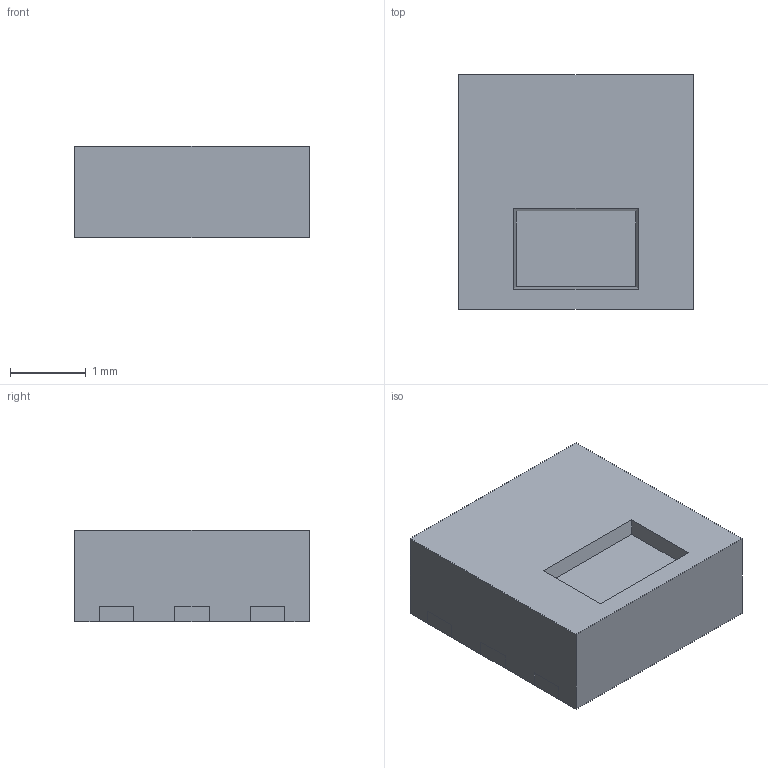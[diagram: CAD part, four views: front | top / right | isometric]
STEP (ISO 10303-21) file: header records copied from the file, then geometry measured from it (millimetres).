
FILE_DESCRIPTION(('FreeCAD Model'),'2;1');
FILE_NAME('HTU21D v2_sp.step', '2018-02-17T10:19:55',('kicad StepUp'),('ksu MCAD'), 'Open CASCADE STEP processor 6.8','FreeCAD','Unknown');
FILE_SCHEMA(('AUTOMOTIVE_DESIGN_CC2 { 1 2 10303 214 -1 1 5 4 }'));
Length unit declared in the file: millimetre
Products named in the file (1): HTU21D_v2_sp
Bounding box: 3.1 x 3.1 x 1.21 mm (x, y, z)
Volume: 11.3 mm3; surface area: 52.1 mm2
Topology: 8 solids, 8 shells, 84 faces, 198 edges, 132 vertices
Faces by surface type: plane 84
Entity records: 2950 total; most frequent: CARTESIAN_POINT 415, ORIENTED_EDGE 396, DIRECTION 368, EDGE_CURVE 198, LINE 198, VECTOR 198, VERTEX_POINT 132, FACE_BOUND 86
